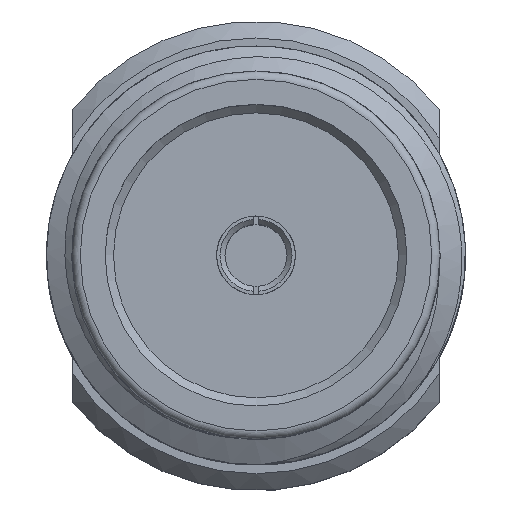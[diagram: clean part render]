
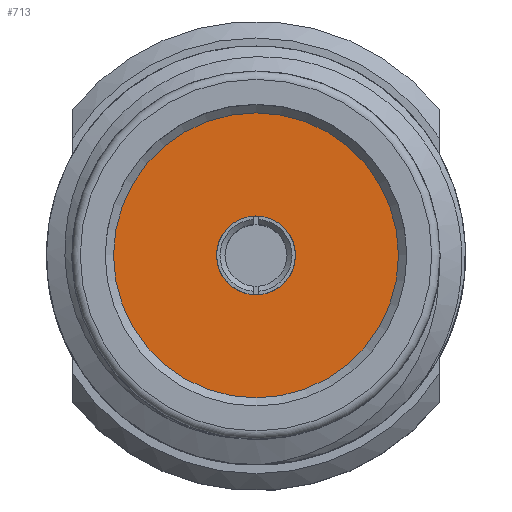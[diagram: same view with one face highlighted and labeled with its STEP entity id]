
A CAD part, top view. The second image highlights one B-rep face of the part: STEP entity #713.
In plain terms, the highlighted planar face has unit normal (0, 0, 1).
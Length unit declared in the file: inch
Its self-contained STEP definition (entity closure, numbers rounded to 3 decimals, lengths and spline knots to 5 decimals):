
#140 = AXIS2_PLACEMENT_3D ( 'NONE', #932, #3906, #972 ) ;
#631 = VERTEX_POINT ( 'NONE', #3984 ) ;
#713 = ADVANCED_FACE ( 'NONE', ( #3466, #2217 ), #3195, .T. ) ;
#932 = CARTESIAN_POINT ( 'NONE',  ( 0., 0., -0.075 ) ) ;
#965 = AXIS2_PLACEMENT_3D ( 'NONE', #1174, #3172, #1494 ) ;
#972 = DIRECTION ( 'NONE',  ( 1., 0., 0. ) ) ;
#1011 = CIRCLE ( 'NONE', #3211, 0.085 ) ;
#1174 = CARTESIAN_POINT ( 'NONE',  ( 0., 0., -0.075 ) ) ;
#1370 = CARTESIAN_POINT ( 'NONE',  ( 0.085, 0., -0.075 ) ) ;
#1457 = ORIENTED_EDGE ( 'NONE', *, *, #3015, .T. ) ;
#1494 = DIRECTION ( 'NONE',  ( 1., 0., 0. ) ) ;
#1561 = DIRECTION ( 'NONE',  ( 0., 0., 1. ) ) ;
#1689 = VERTEX_POINT ( 'NONE', #1370 ) ;
#1898 = DIRECTION ( 'NONE',  ( 1., 0., 0. ) ) ;
#2217 = FACE_OUTER_BOUND ( 'NONE', #4139, .T. ) ;
#2853 = EDGE_LOOP ( 'NONE', ( #4177 ) ) ;
#3015 = EDGE_CURVE ( 'NONE', #1689, #1689, #1011, .T. ) ;
#3172 = DIRECTION ( 'NONE',  ( 0., 0., 1. ) ) ;
#3195 = PLANE ( 'NONE',  #965 ) ;
#3211 = AXIS2_PLACEMENT_3D ( 'NONE', #4186, #1561, #1898 ) ;
#3402 = EDGE_CURVE ( 'NONE', #631, #631, #3484, .T. ) ;
#3466 = FACE_BOUND ( 'NONE', #2853, .T. ) ;
#3484 = CIRCLE ( 'NONE', #140, 0.0235 ) ;
#3906 = DIRECTION ( 'NONE',  ( 0., 0., 1. ) ) ;
#3984 = CARTESIAN_POINT ( 'NONE',  ( 0.0235, 0., -0.075 ) ) ;
#4139 = EDGE_LOOP ( 'NONE', ( #1457 ) ) ;
#4177 = ORIENTED_EDGE ( 'NONE', *, *, #3402, .F. ) ;
#4186 = CARTESIAN_POINT ( 'NONE',  ( 0., 0., -0.075 ) ) ;
